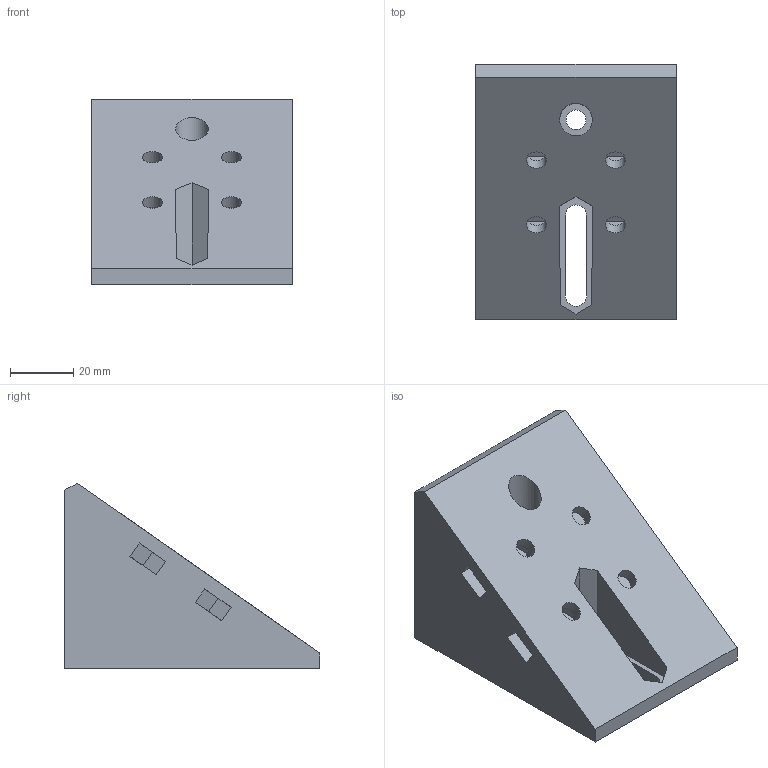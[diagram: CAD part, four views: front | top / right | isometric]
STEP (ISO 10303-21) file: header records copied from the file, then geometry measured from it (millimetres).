
FILE_DESCRIPTION(('FreeCAD Model'),'2;1');
FILE_NAME('Open CASCADE Shape Model','2023-12-06T14:28:07',(''),(''), 'Open CASCADE STEP processor 7.6','FreeCAD','Unknown');
FILE_SCHEMA(('AUTOMOTIVE_DESIGN { 1 0 10303 214 1 1 1 1 }'));
Length unit declared in the file: millimetre
Products named in the file (1): npx-scope-holder
Bounding box: 63.5 x 80.8 x 58.71 mm (x, y, z)
Volume: 153234.4 mm3; surface area: 27042.5 mm2
Topology: 1 solids, 1 shells, 57 faces, 135 edges, 90 vertices
Faces by surface type: plane 45, cylinder 12
Full cylindrical faces by diameter (mm): 6.3 x9, 10.3 x1
Entity records: 1681 total; most frequent: CARTESIAN_POINT 283, DIRECTION 275, ORIENTED_EDGE 270, EDGE_CURVE 135, LINE 111, VECTOR 111, VERTEX_POINT 90, AXIS2_PLACEMENT_3D 82
